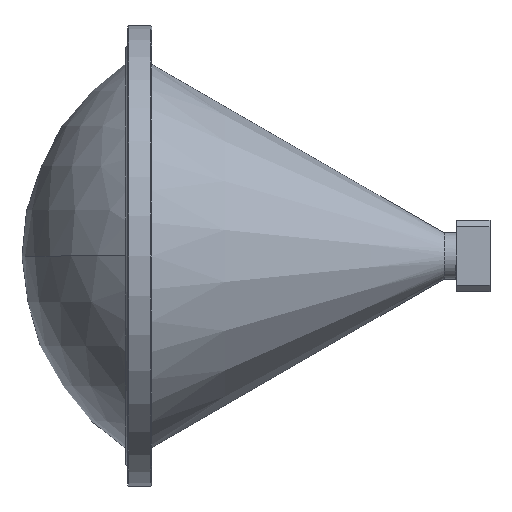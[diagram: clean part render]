
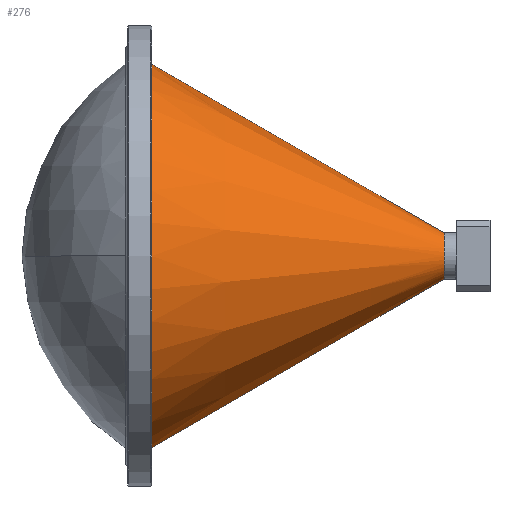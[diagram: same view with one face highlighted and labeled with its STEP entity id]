
A CAD part, front view. The second image highlights one B-rep face of the part: STEP entity #276.
In plain terms, the highlighted conical face has half-angle 30 degrees and reference radius 6.096 mm.
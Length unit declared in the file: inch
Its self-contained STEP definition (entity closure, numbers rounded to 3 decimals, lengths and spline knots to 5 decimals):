
#57 = VERTEX_POINT ( 'NONE', #1983 ) ;
#184 = EDGE_CURVE ( 'NONE', #3237, #1863, #478, .T. ) ;
#276 = ADVANCED_FACE ( 'NONE', ( #343 ), #1428, .T. ) ;
#330 = DIRECTION ( 'NONE',  ( 1., 0., 0. ) ) ;
#343 = FACE_OUTER_BOUND ( 'NONE', #2923, .T. ) ;
#350 = LINE ( 'NONE', #388, #3336 ) ;
#388 = CARTESIAN_POINT ( 'NONE',  ( 0.67466, -0.2057, 0.30945 ) ) ;
#478 = CIRCLE ( 'NONE', #3552, 2.0015 ) ;
#608 = EDGE_CURVE ( 'NONE', #2497, #3237, #1963, .T. ) ;
#929 = DIRECTION ( 'NONE',  ( -1., 0., 0. ) ) ;
#979 = VECTOR ( 'NONE', #1081, 39.37008 ) ;
#1081 = DIRECTION ( 'NONE',  ( -0.866, 0., 0.5 ) ) ;
#1158 = AXIS2_PLACEMENT_3D ( 'NONE', #3210, #929, #2935 ) ;
#1229 = DIRECTION ( 'NONE',  ( -0.866, 0., -0.5 ) ) ;
#1286 = CARTESIAN_POINT ( 'NONE',  ( -2.37634, -0.2057, 2.55094 ) ) ;
#1302 = CIRCLE ( 'NONE', #2117, 0.24 ) ;
#1353 = EDGE_CURVE ( 'NONE', #2497, #57, #1302, .T. ) ;
#1428 = CONICAL_SURFACE ( 'NONE', #1158, 0.24, 0.524 ) ;
#1460 = CARTESIAN_POINT ( 'NONE',  ( -2.37634, -0.2057, 0.54945 ) ) ;
#1863 = VERTEX_POINT ( 'NONE', #2063 ) ;
#1890 = EDGE_CURVE ( 'NONE', #57, #1863, #350, .T. ) ;
#1963 = LINE ( 'NONE', #3422, #979 ) ;
#1983 = CARTESIAN_POINT ( 'NONE',  ( 0.67466, -0.2057, 0.30945 ) ) ;
#2063 = CARTESIAN_POINT ( 'NONE',  ( -2.37634, -0.2057, -1.45205 ) ) ;
#2117 = AXIS2_PLACEMENT_3D ( 'NONE', #3203, #2630, #2618 ) ;
#2339 = CARTESIAN_POINT ( 'NONE',  ( 0.67466, -0.2057, 0.78945 ) ) ;
#2497 = VERTEX_POINT ( 'NONE', #2339 ) ;
#2570 = ORIENTED_EDGE ( 'NONE', *, *, #1890, .F. ) ;
#2618 = DIRECTION ( 'NONE',  ( 0., 0., -1. ) ) ;
#2630 = DIRECTION ( 'NONE',  ( 1., 0., 0. ) ) ;
#2898 = ORIENTED_EDGE ( 'NONE', *, *, #608, .T. ) ;
#2913 = DIRECTION ( 'NONE',  ( 0., 0., -1. ) ) ;
#2923 = EDGE_LOOP ( 'NONE', ( #2570, #3038, #2898, #3746 ) ) ;
#2935 = DIRECTION ( 'NONE',  ( 0., 0., 1. ) ) ;
#3038 = ORIENTED_EDGE ( 'NONE', *, *, #1353, .F. ) ;
#3203 = CARTESIAN_POINT ( 'NONE',  ( 0.67466, -0.2057, 0.54945 ) ) ;
#3210 = CARTESIAN_POINT ( 'NONE',  ( 0.67466, -0.2057, 0.54945 ) ) ;
#3237 = VERTEX_POINT ( 'NONE', #1286 ) ;
#3336 = VECTOR ( 'NONE', #1229, 39.37008 ) ;
#3422 = CARTESIAN_POINT ( 'NONE',  ( 0.67466, -0.2057, 0.78945 ) ) ;
#3552 = AXIS2_PLACEMENT_3D ( 'NONE', #1460, #330, #2913 ) ;
#3746 = ORIENTED_EDGE ( 'NONE', *, *, #184, .T. ) ;
